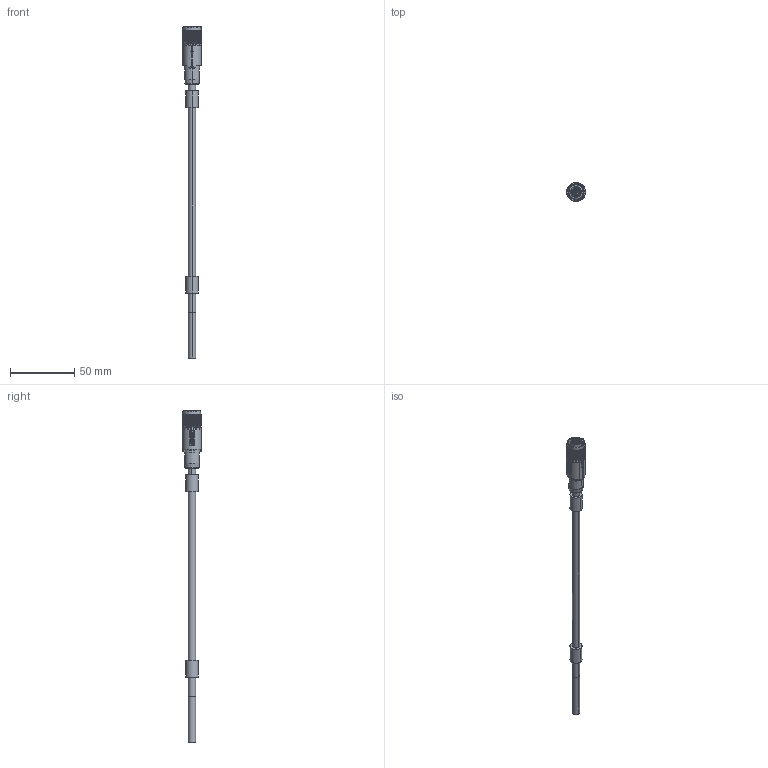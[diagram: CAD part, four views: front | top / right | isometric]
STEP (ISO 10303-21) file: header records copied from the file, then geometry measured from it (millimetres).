
FILE_DESCRIPTION((''),'2;1');
FILE_NAME('1554885','2013-09-06T',('bthumm'),(''),'PRO/ENGINEER BY PARAMETRIC TECHNOLOGY CORPORATION, 2012480','PRO/ENGINEER BY PARAMETRIC TECHNOLOGY CORPORATION, 2012480','');
FILE_SCHEMA(('AUTOMOTIVE_DESIGN { 1 0 10303 214 1 1 1 1 }'));
Length unit declared in the file: millimetre
Products named in the file (1): 1554885
Bounding box: 15 x 15.01 x 258.2 mm (x, y, z)
Volume: 12494.9 mm3; surface area: 7601.6 mm2
Topology: 1 solids, 1 shells, 760 faces, 1969 edges, 1290 vertices
Faces by surface type: plane 418, cylinder 174, extrusion 64, bspline 37, torus 34, cone 31, sphere 2
Entity records: 27464 total; most frequent: CARTESIAN_POINT 9109, ORIENTED_EDGE 3938, DIRECTION 3392, EDGE_CURVE 1969, VECTOR 1348, VERTEX_POINT 1290, LINE 1284, AXIS2_PLACEMENT_3D 1022
